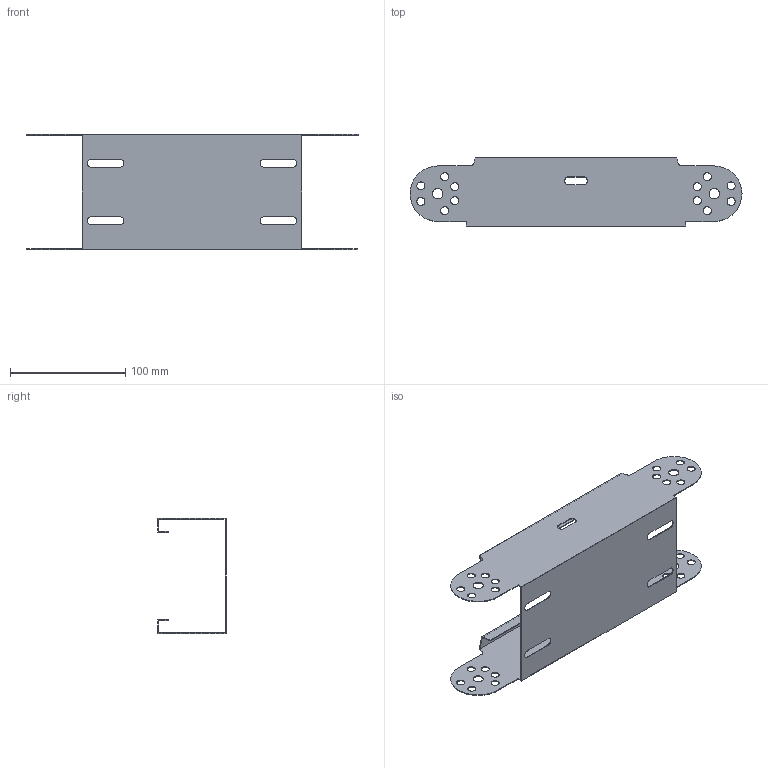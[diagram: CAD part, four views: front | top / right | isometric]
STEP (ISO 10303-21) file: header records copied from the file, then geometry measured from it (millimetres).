
FILE_DESCRIPTION (( 'STEP AP214' ), '1' );
FILE_NAME ('7005431.stp', '2018-10-03T06:10:40', ( '' ), ( '' ), 'SwSTEP 2.0', 'SolidWorks 2018', '' );
FILE_SCHEMA (( 'AUTOMOTIVE_DESIGN' ));
Length unit declared in the file: millimetre
Products named in the file (1): 7005431
Bounding box: 288 x 59.4 x 100 mm (x, y, z)
Volume: 37733 mm3; surface area: 109349.3 mm2
Topology: 1 solids, 1 shells, 142 faces, 420 edges, 280 vertices
Faces by surface type: cylinder 76, plane 58, bspline 8
Entity records: 5254 total; most frequent: CARTESIAN_POINT 1251, ORIENTED_EDGE 840, DIRECTION 794, EDGE_CURVE 420, AXIS2_PLACEMENT_3D 287, VERTEX_POINT 280, VECTOR 220, LINE 220
